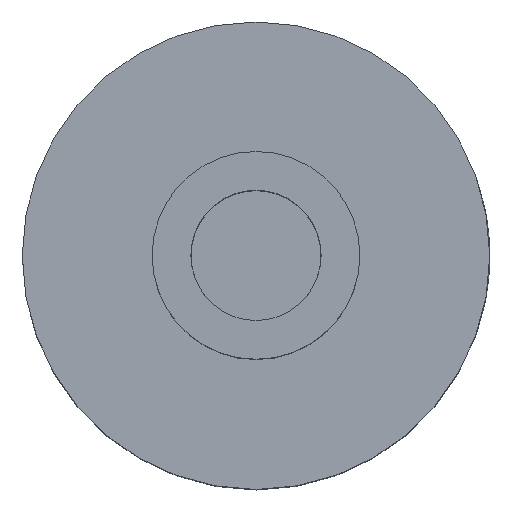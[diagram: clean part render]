
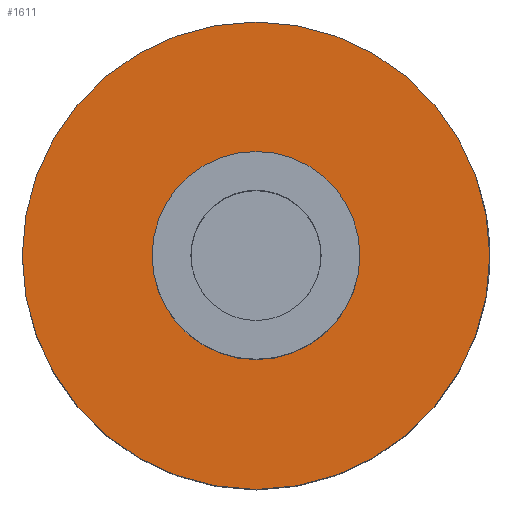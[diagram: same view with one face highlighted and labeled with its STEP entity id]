
A CAD part, top view. The second image highlights one B-rep face of the part: STEP entity #1611.
In plain terms, the highlighted planar face has unit normal (0, 0, 1).
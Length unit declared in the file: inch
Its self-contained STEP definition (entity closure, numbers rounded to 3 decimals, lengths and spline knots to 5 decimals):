
#20 = CIRCLE ( 'NONE', #24, 1.125 ) ;
#24 = AXIS2_PLACEMENT_3D ( 'NONE', #1141, #1266, #1293 ) ;
#64 = CIRCLE ( 'NONE', #67, 0.5 ) ;
#67 = AXIS2_PLACEMENT_3D ( 'NONE', #1181, #1279, #1237 ) ;
#87 = AXIS2_PLACEMENT_3D ( 'NONE', #1167, #1296, #1194 ) ;
#230 = CARTESIAN_POINT ( 'NONE',  ( 1.125, 0., 1.5 ) ) ;
#233 = CARTESIAN_POINT ( 'NONE',  ( -1.125, 0., 1.5 ) ) ;
#949 = CARTESIAN_POINT ( 'NONE',  ( 0., 0., 1.5 ) ) ;
#950 = DIRECTION ( 'NONE',  ( 0., 0., 1. ) ) ;
#951 = DIRECTION ( 'NONE',  ( -1., 0., 0. ) ) ;
#1027 = CARTESIAN_POINT ( 'NONE',  ( 0., 0., 1.5 ) ) ;
#1028 = DIRECTION ( 'NONE',  ( 0., 0., 1. ) ) ;
#1029 = DIRECTION ( 'NONE',  ( 1., 0., 0. ) ) ;
#1049 = CARTESIAN_POINT ( 'NONE',  ( 0.5, 0., 1.5 ) ) ;
#1053 = CARTESIAN_POINT ( 'NONE',  ( -0.5, 0., 1.5 ) ) ;
#1141 = CARTESIAN_POINT ( 'NONE',  ( 0., 0., 1.5 ) ) ;
#1145 = FACE_OUTER_BOUND ( 'NONE', #3902, .T. ) ;
#1167 = CARTESIAN_POINT ( 'NONE',  ( -1.1475, -1.1475, 1.5 ) ) ;
#1181 = CARTESIAN_POINT ( 'NONE',  ( 0., 0., 1.5 ) ) ;
#1194 = DIRECTION ( 'NONE',  ( 0., 1., 0. ) ) ;
#1227 = FACE_BOUND ( 'NONE', #3903, .T. ) ;
#1237 = DIRECTION ( 'NONE',  ( -1., 0., 0. ) ) ;
#1266 = DIRECTION ( 'NONE',  ( 0., 0., 1. ) ) ;
#1279 = DIRECTION ( 'NONE',  ( 0., 0., 1. ) ) ;
#1293 = DIRECTION ( 'NONE',  ( 1., 0., 0. ) ) ;
#1296 = DIRECTION ( 'NONE',  ( 0., 0., -1. ) ) ;
#1300 = PLANE ( 'NONE',  #87 ) ;
#1589 = EDGE_CURVE ( 'NONE', #4842, #4854, #64, .T. ) ;
#1590 = EDGE_CURVE ( 'NONE', #3913, #3914, #20, .T. ) ;
#1611 = ADVANCED_FACE ( 'NONE', ( #1227, #1145 ), #1300, .F. ) ;
#3486 = CIRCLE ( 'NONE', #3498, 0.5 ) ;
#3498 = AXIS2_PLACEMENT_3D ( 'NONE', #949, #950, #951 ) ;
#3513 = CIRCLE ( 'NONE', #3515, 1.125 ) ;
#3515 = AXIS2_PLACEMENT_3D ( 'NONE', #1027, #1028, #1029 ) ;
#3563 = ORIENTED_EDGE ( 'NONE', *, *, #4415, .F. ) ;
#3564 = ORIENTED_EDGE ( 'NONE', *, *, #1589, .F. ) ;
#3565 = ORIENTED_EDGE ( 'NONE', *, *, #4428, .T. ) ;
#3567 = ORIENTED_EDGE ( 'NONE', *, *, #1590, .T. ) ;
#3902 = EDGE_LOOP ( 'NONE', ( #3565, #3567 ) ) ;
#3903 = EDGE_LOOP ( 'NONE', ( #3563, #3564 ) ) ;
#3913 = VERTEX_POINT ( 'NONE', #233 ) ;
#3914 = VERTEX_POINT ( 'NONE', #230 ) ;
#4415 = EDGE_CURVE ( 'NONE', #4854, #4842, #3486, .T. ) ;
#4428 = EDGE_CURVE ( 'NONE', #3914, #3913, #3513, .T. ) ;
#4842 = VERTEX_POINT ( 'NONE', #1053 ) ;
#4854 = VERTEX_POINT ( 'NONE', #1049 ) ;
